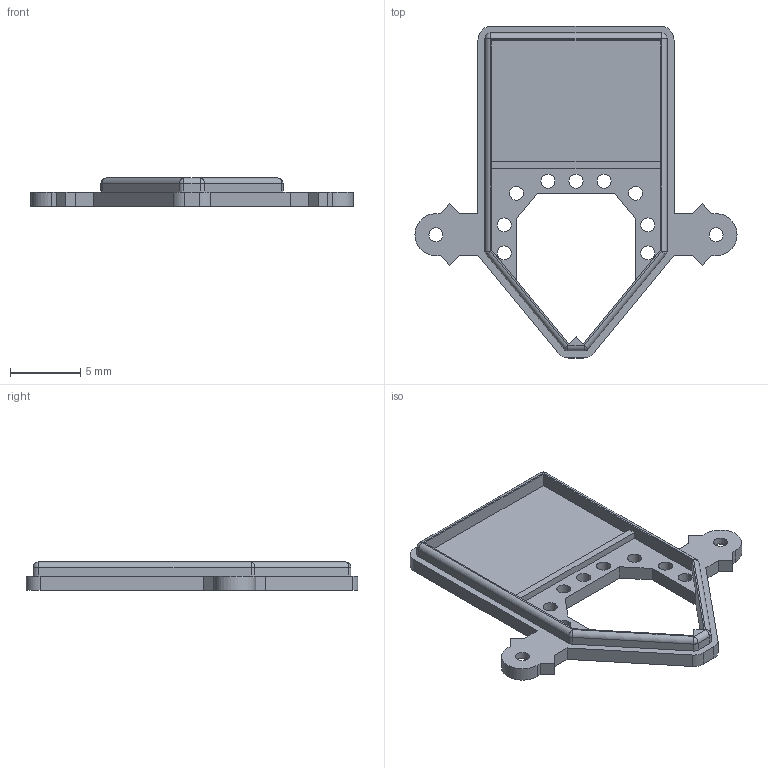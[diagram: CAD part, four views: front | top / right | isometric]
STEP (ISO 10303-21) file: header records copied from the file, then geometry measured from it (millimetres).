
FILE_DESCRIPTION(/* description */ (''),/* implementation_level */ '2;1');
FILE_NAME(/* name */ 'base plate.step',/* time_stamp */ '2023-05-21T14:45:02-07:00',/* author */ (''),/* organization */ (''),/* preprocessor_version */ 'ST-DEVELOPER v19.2',/* originating_system */ 'Autodesk Translation Framework v12.4.0.73',/* authorisation */ '');
FILE_SCHEMA (('AUTOMOTIVE_DESIGN { 1 0 10303 214 3 1 1 }'));
Length unit declared in the file: millimetre
Products named in the file (1): Base-OSFA
Bounding box: 23 x 23.7 x 2 mm (x, y, z)
Volume: 263.1 mm3; surface area: 749.5 mm2
Topology: 1 solids, 1 shells, 99 faces, 264 edges, 170 vertices
Faces by surface type: plane 64, cylinder 29, sphere 6
Full cylindrical faces by diameter (mm): 1 x11
Entity records: 3140 total; most frequent: CARTESIAN_POINT 534, ORIENTED_EDGE 528, DIRECTION 522, EDGE_CURVE 264, LINE 206, VECTOR 206, VERTEX_POINT 170, AXIS2_PLACEMENT_3D 158
